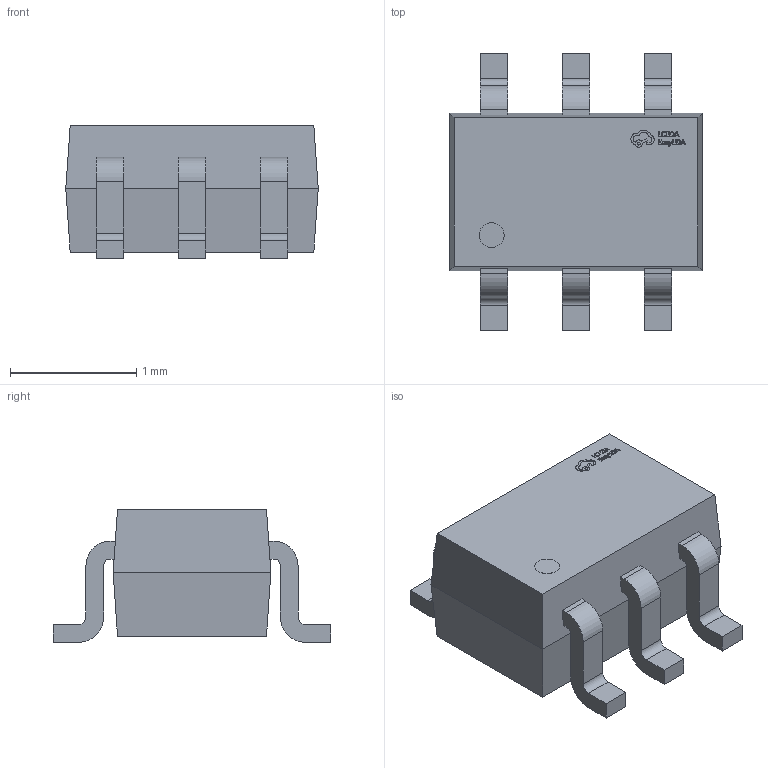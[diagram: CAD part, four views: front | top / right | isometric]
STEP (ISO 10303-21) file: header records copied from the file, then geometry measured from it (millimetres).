
FILE_DESCRIPTION (( 'STEP AP214' ), '1' );
FILE_NAME ('SOT-363-6_L2.0-W1.3-P0.65-LS2.3-BL.step', '2022-07-26T11:12:49', ( '' ), ( '' ), 'SwSTEP 2.0', 'SolidWorks 2020', '' );
FILE_SCHEMA (( 'AUTOMOTIVE_DESIGN' ));
Length unit declared in the file: millimetre
Products named in the file (1): SOT-363-6_L2.0-W1.3-P0.65-LS2.3-BL
Bounding box: 2 x 2.2 x 1.05 mm (x, y, z)
Volume: 2.6 mm3; surface area: 15.5 mm2
Topology: 14 solids, 14 shells, 381 faces, 1013 edges, 674 vertices
Faces by surface type: plane 243, bspline 112, cylinder 26
Entity records: 17305 total; most frequent: CARTESIAN_POINT 4173, ORIENTED_EDGE 2026, DIRECTION 1377, EDGE_CURVE 1013, LINE 733, VECTOR 733, VERTEX_POINT 674, EDGE_LOOP 407
